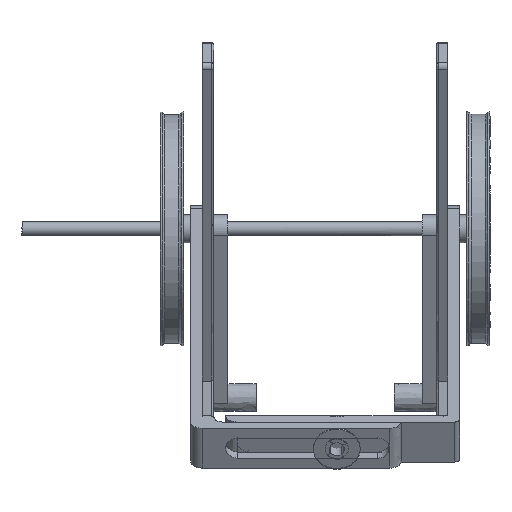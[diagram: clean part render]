
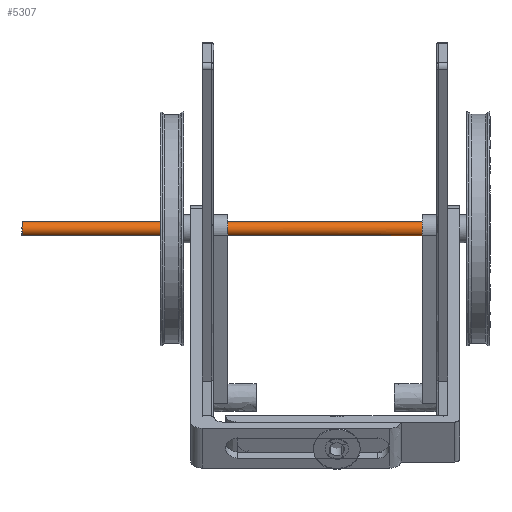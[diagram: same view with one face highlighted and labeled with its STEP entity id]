
A CAD part, left-side view. The second image highlights one B-rep face of the part: STEP entity #5307.
In plain terms, the highlighted free-form (B-spline) face has degree [2, 1] with [9, 2] control points.
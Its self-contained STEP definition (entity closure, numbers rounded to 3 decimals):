
#5307 = ADVANCED_FACE('',(#5308),#5340,.T.);
#5308 = FACE_BOUND('',#5309,.T.);
#5309 = EDGE_LOOP('',(#5310,#5322,#5329,#5339));
#5310 = ORIENTED_EDGE('',*,*,#5311,.F.);
#5311 = EDGE_CURVE('',#5312,#5312,#5314,.T.);
#5312 = VERTEX_POINT('',#5313);
#5313 = CARTESIAN_POINT('',(-16.803,363.561,
    -99.596));
#5314 = ( BOUNDED_CURVE() B_SPLINE_CURVE(2,(#5315,#5316,#5317,#5318,
#5319,#5320,#5321),.UNSPECIFIED.,.T.,.F.) B_SPLINE_CURVE_WITH_KNOTS((3,2
    ,2,3),(3.142,5.236,7.33,9.425),
.PIECEWISE_BEZIER_KNOTS.) CURVE() GEOMETRIC_REPRESENTATION_ITEM() 
RATIONAL_B_SPLINE_CURVE((1.,0.5,1.,0.5,1.,0.5,1.)) REPRESENTATION_ITEM(
  '') );
#5315 = CARTESIAN_POINT('',(-16.803,363.561,
    -99.596));
#5316 = CARTESIAN_POINT('',(-13.989,363.561,
    -95.154));
#5317 = CARTESIAN_POINT('',(-11.549,363.561,
    -99.812));
#5318 = CARTESIAN_POINT('',(-9.11,363.561,
    -104.47));
#5319 = CARTESIAN_POINT('',(-14.364,363.561,
    -104.254));
#5320 = CARTESIAN_POINT('',(-19.618,363.561,
    -104.037));
#5321 = CARTESIAN_POINT('',(-16.803,363.561,
    -99.596));
#5322 = ORIENTED_EDGE('',*,*,#5323,.T.);
#5323 = EDGE_CURVE('',#5312,#5324,#5326,.T.);
#5324 = VERTEX_POINT('',#5325);
#5325 = CARTESIAN_POINT('',(-16.803,161.168,
    -99.596));
#5326 = B_SPLINE_CURVE_WITH_KNOTS('',1,(#5327,#5328),.UNSPECIFIED.,.F.,
  .F.,(2,2),(-200.,0.),.PIECEWISE_BEZIER_KNOTS.);
#5327 = CARTESIAN_POINT('',(-16.803,363.561,
    -99.596));
#5328 = CARTESIAN_POINT('',(-16.803,161.168,
    -99.596));
#5329 = ORIENTED_EDGE('',*,*,#5330,.F.);
#5330 = EDGE_CURVE('',#5324,#5324,#5331,.T.);
#5331 = ( BOUNDED_CURVE() B_SPLINE_CURVE(2,(#5332,#5333,#5334,#5335,
#5336,#5337,#5338),.UNSPECIFIED.,.T.,.F.) B_SPLINE_CURVE_WITH_KNOTS((3,2
    ,2,3),(3.142,5.236,7.33,9.425),
.PIECEWISE_BEZIER_KNOTS.) CURVE() GEOMETRIC_REPRESENTATION_ITEM() 
RATIONAL_B_SPLINE_CURVE((1.,0.5,1.,0.5,1.,0.5,1.)) REPRESENTATION_ITEM(
  '') );
#5332 = CARTESIAN_POINT('',(-16.803,161.168,
    -99.596));
#5333 = CARTESIAN_POINT('',(-19.618,161.168,
    -104.037));
#5334 = CARTESIAN_POINT('',(-14.364,161.168,
    -104.254));
#5335 = CARTESIAN_POINT('',(-9.11,161.168,
    -104.47));
#5336 = CARTESIAN_POINT('',(-11.549,161.168,
    -99.812));
#5337 = CARTESIAN_POINT('',(-13.989,161.168,
    -95.154));
#5338 = CARTESIAN_POINT('',(-16.803,161.168,
    -99.596));
#5339 = ORIENTED_EDGE('',*,*,#5323,.F.);
#5340 = ( BOUNDED_SURFACE() B_SPLINE_SURFACE(2,1,(
    (#5341,#5342)
    ,(#5343,#5344)
    ,(#5345,#5346)
    ,(#5347,#5348)
    ,(#5349,#5350)
    ,(#5351,#5352)
    ,(#5353,#5354)
    ,(#5355,#5356)
    ,(#5357,#5358
)),.UNSPECIFIED.,.T.,.F.,.F.) B_SPLINE_SURFACE_WITH_KNOTS((3,2,2,2,3),(2
    ,2),(-3.142,-2.094,0.,2.094,3.142)
,(0.,200.),.UNSPECIFIED.) GEOMETRIC_REPRESENTATION_ITEM() 
RATIONAL_B_SPLINE_SURFACE((
    (0.75,0.75)
    ,(0.75,0.75)
    ,(1.,1.)
    ,(0.5,0.5)
    ,(1.,1.)
    ,(0.5,0.5)
    ,(1.,1.)
    ,(0.75,0.75)
,(0.75,0.75))) REPRESENTATION_ITEM('') SURFACE() );
#5341 = CARTESIAN_POINT('',(-16.803,161.168,
    -99.596));
#5342 = CARTESIAN_POINT('',(-16.803,363.561,
    -99.596));
#5343 = CARTESIAN_POINT('',(-15.865,161.168,
    -98.115));
#5344 = CARTESIAN_POINT('',(-15.865,363.561,
    -98.115));
#5345 = CARTESIAN_POINT('',(-14.114,161.168,
    -98.187));
#5346 = CARTESIAN_POINT('',(-14.114,363.561,
    -98.187));
#5347 = CARTESIAN_POINT('',(-8.86,161.168,
    -98.404));
#5348 = CARTESIAN_POINT('',(-8.86,363.561,
    -98.404));
#5349 = CARTESIAN_POINT('',(-11.675,161.168,
    -102.845));
#5350 = CARTESIAN_POINT('',(-11.675,363.561,
    -102.845));
#5351 = CARTESIAN_POINT('',(-14.489,161.168,
    -107.287));
#5352 = CARTESIAN_POINT('',(-14.489,363.561,
    -107.287));
#5353 = CARTESIAN_POINT('',(-16.928,161.168,
    -102.629));
#5354 = CARTESIAN_POINT('',(-16.928,363.561,
    -102.629));
#5355 = CARTESIAN_POINT('',(-17.741,161.168,
    -101.076));
#5356 = CARTESIAN_POINT('',(-17.741,363.561,
    -101.076));
#5357 = CARTESIAN_POINT('',(-16.803,161.168,
    -99.596));
#5358 = CARTESIAN_POINT('',(-16.803,363.561,
    -99.596));
